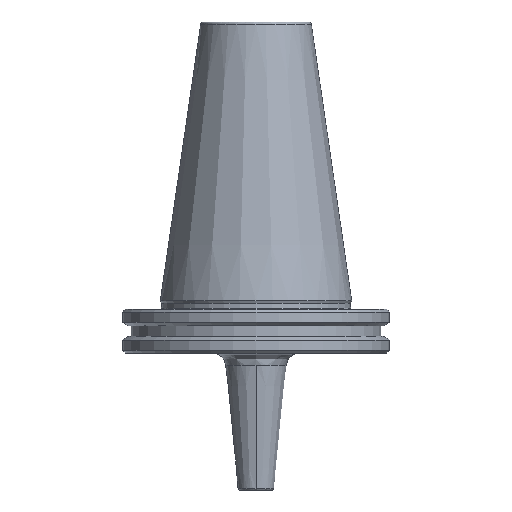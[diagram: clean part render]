
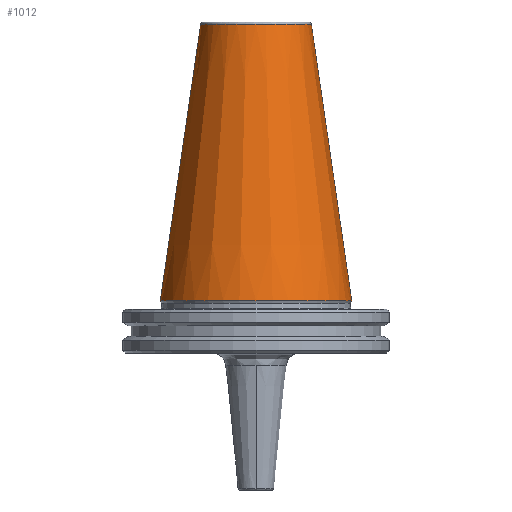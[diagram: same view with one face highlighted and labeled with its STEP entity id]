
A CAD part, front view. The second image highlights one B-rep face of the part: STEP entity #1012.
In plain terms, the highlighted conical face has half-angle 8.297 degrees and reference radius 34.925 mm.
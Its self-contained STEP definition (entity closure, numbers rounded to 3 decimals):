
#61 = CIRCLE ( 'NONE', #505, 34.925 ) ;
#68 = VERTEX_POINT ( 'NONE', #1227 ) ;
#223 = DIRECTION ( 'NONE',  ( -1., 0., 0. ) ) ;
#230 = DIRECTION ( 'NONE',  ( 0., 0., -1. ) ) ;
#237 = CARTESIAN_POINT ( 'NONE',  ( 0., 0., 100.894 ) ) ;
#275 = DIRECTION ( 'NONE',  ( 0., 0., -1. ) ) ;
#305 = EDGE_CURVE ( 'NONE', #380, #68, #61, .T. ) ;
#326 = LINE ( 'NONE', #940, #984 ) ;
#333 = CARTESIAN_POINT ( 'NONE',  ( -20.211, 0., 100.894 ) ) ;
#342 = AXIS2_PLACEMENT_3D ( 'NONE', #237, #230, #223 ) ;
#349 = EDGE_CURVE ( 'NONE', #605, #380, #326, .T. ) ;
#361 = CONICAL_SURFACE ( 'NONE', #1163, 34.925, 0.145 ) ;
#373 = CIRCLE ( 'NONE', #342, 20.211 ) ;
#380 = VERTEX_POINT ( 'NONE', #543 ) ;
#505 = AXIS2_PLACEMENT_3D ( 'NONE', #882, #1225, #884 ) ;
#543 = CARTESIAN_POINT ( 'NONE',  ( -34.925, 0., 0. ) ) ;
#556 = LINE ( 'NONE', #889, #1167 ) ;
#605 = VERTEX_POINT ( 'NONE', #333 ) ;
#624 = VERTEX_POINT ( 'NONE', #958 ) ;
#737 = ORIENTED_EDGE ( 'NONE', *, *, #870, .F. ) ;
#759 = ORIENTED_EDGE ( 'NONE', *, *, #305, .T. ) ;
#870 = EDGE_CURVE ( 'NONE', #624, #68, #556, .T. ) ;
#882 = CARTESIAN_POINT ( 'NONE',  ( 0., 0., 0. ) ) ;
#884 = DIRECTION ( 'NONE',  ( -1., 0., 0. ) ) ;
#889 = CARTESIAN_POINT ( 'NONE',  ( 34.925, 0., 0. ) ) ;
#918 = DIRECTION ( 'NONE',  ( -1., 0., 0. ) ) ;
#940 = CARTESIAN_POINT ( 'NONE',  ( -34.925, 0., 0. ) ) ;
#958 = CARTESIAN_POINT ( 'NONE',  ( 20.211, 0., 100.894 ) ) ;
#984 = VECTOR ( 'NONE', #1328, 1000. ) ;
#985 = CARTESIAN_POINT ( 'NONE',  ( 0., 0., 0. ) ) ;
#1012 = ADVANCED_FACE ( 'NONE', ( #1059 ), #361, .T. ) ;
#1059 = FACE_OUTER_BOUND ( 'NONE', #1265, .T. ) ;
#1163 = AXIS2_PLACEMENT_3D ( 'NONE', #985, #275, #918 ) ;
#1167 = VECTOR ( 'NONE', #1477, 1000. ) ;
#1214 = ORIENTED_EDGE ( 'NONE', *, *, #1498, .T. ) ;
#1225 = DIRECTION ( 'NONE',  ( 0., 0., 1. ) ) ;
#1227 = CARTESIAN_POINT ( 'NONE',  ( 34.925, 0., 0. ) ) ;
#1265 = EDGE_LOOP ( 'NONE', ( #737, #1214, #1433, #759 ) ) ;
#1328 = DIRECTION ( 'NONE',  ( -0.144, 0., -0.99 ) ) ;
#1433 = ORIENTED_EDGE ( 'NONE', *, *, #349, .T. ) ;
#1477 = DIRECTION ( 'NONE',  ( 0.144, 0., -0.99 ) ) ;
#1498 = EDGE_CURVE ( 'NONE', #624, #605, #373, .T. ) ;
